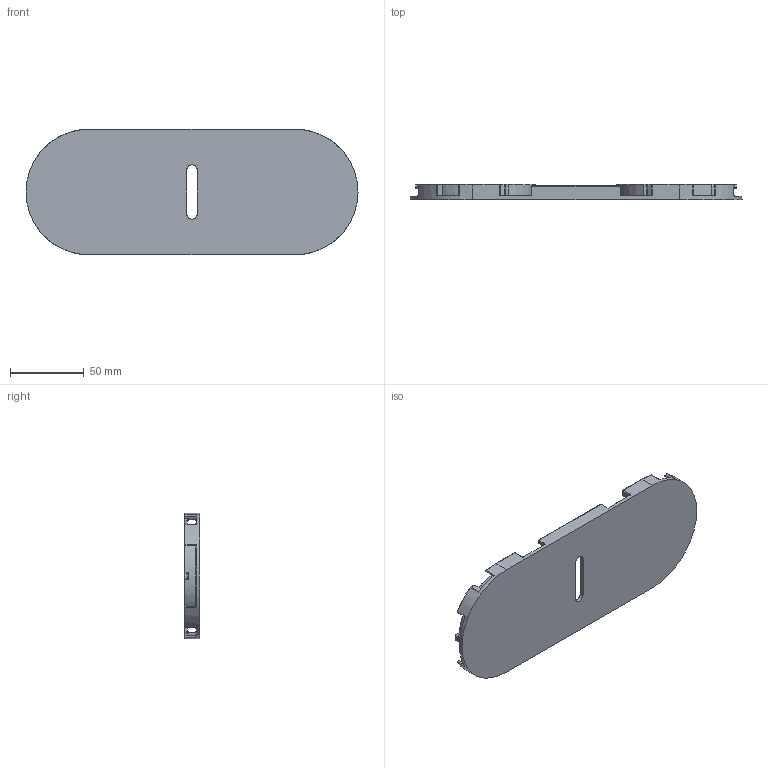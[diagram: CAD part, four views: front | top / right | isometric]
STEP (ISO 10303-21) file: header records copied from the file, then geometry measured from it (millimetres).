
FILE_DESCRIPTION (( 'STEP AP214' ), '1' );
FILE_NAME ('IO-H-1550APC Holder Bottom STEP.STEP', '2025-02-28T03:03:30', ( '' ), ( '' ), 'SwSTEP 2.0', 'SolidWorks 2023', '' );
FILE_SCHEMA (( 'AUTOMOTIVE_DESIGN' ));
Length unit declared in the file: millimetre
Products named in the file (1): IO-H-1550APC Holder Bottom STEP
Bounding box: 225 x 10.5 x 85 mm (x, y, z)
Volume: 66211.5 mm3; surface area: 53387.1 mm2
Topology: 1 solids, 1 shells, 651 faces, 1548 edges, 888 vertices
Faces by surface type: cylinder 285, torus 165, plane 162, sphere 39
Entity records: 18582 total; most frequent: CARTESIAN_POINT 3600, DIRECTION 3421, ORIENTED_EDGE 3020, EDGE_CURVE 1510, AXIS2_PLACEMENT_3D 1384, VERTEX_POINT 873, CIRCLE 732, EDGE_LOOP 665
